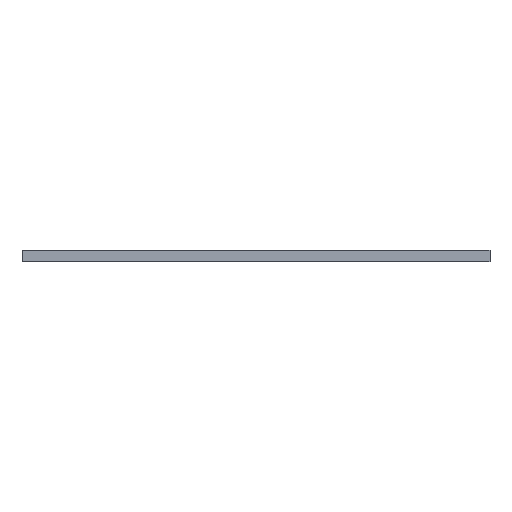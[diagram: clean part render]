
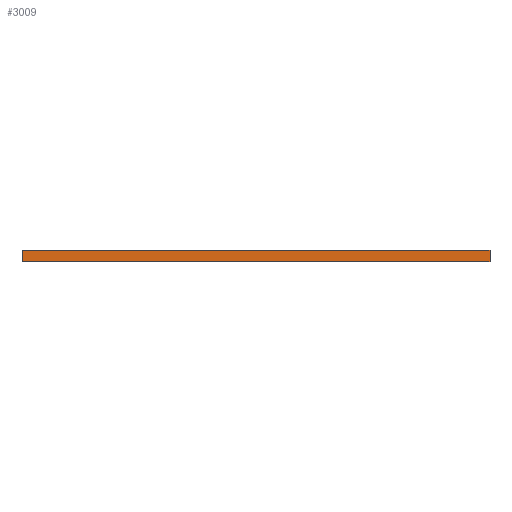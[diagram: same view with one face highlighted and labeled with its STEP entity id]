
A CAD part, front view. The second image highlights one B-rep face of the part: STEP entity #3009.
In plain terms, the highlighted planar face has unit normal (0, -1, 0).
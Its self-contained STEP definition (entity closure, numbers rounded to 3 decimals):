
#63 = LINE ( 'NONE', #100, #1257 ) ;
#100 = CARTESIAN_POINT ( 'NONE',  ( -69.459, -161.098, 4. ) ) ;
#104 = DIRECTION ( 'NONE',  ( 0., 0., -1. ) ) ;
#284 = ORIENTED_EDGE ( 'NONE', *, *, #729, .T. ) ;
#391 = DIRECTION ( 'NONE',  ( 0., 1., 0. ) ) ;
#442 = VECTOR ( 'NONE', #638, 1000. ) ;
#543 = LINE ( 'NONE', #2203, #2826 ) ;
#554 = DIRECTION ( 'NONE',  ( 1., 0., 0. ) ) ;
#610 = VERTEX_POINT ( 'NONE', #1884 ) ;
#615 = CARTESIAN_POINT ( 'NONE',  ( -69.459, -161.098, 4. ) ) ;
#621 = CARTESIAN_POINT ( 'NONE',  ( -69.459, -161.098, 4. ) ) ;
#638 = DIRECTION ( 'NONE',  ( 1., 0., 0. ) ) ;
#688 = LINE ( 'NONE', #3014, #2751 ) ;
#729 = EDGE_CURVE ( 'NONE', #2524, #845, #543, .T. ) ;
#844 = ORIENTED_EDGE ( 'NONE', *, *, #976, .F. ) ;
#845 = VERTEX_POINT ( 'NONE', #2510 ) ;
#976 = EDGE_CURVE ( 'NONE', #2837, #610, #688, .T. ) ;
#1068 = DIRECTION ( 'NONE',  ( 0., 0., 1. ) ) ;
#1257 = VECTOR ( 'NONE', #554, 1000. ) ;
#1271 = CARTESIAN_POINT ( 'NONE',  ( 94.541, -161.098, 4. ) ) ;
#1831 = EDGE_CURVE ( 'NONE', #2524, #2837, #63, .T. ) ;
#1884 = CARTESIAN_POINT ( 'NONE',  ( 94.541, -161.098, 0. ) ) ;
#2203 = CARTESIAN_POINT ( 'NONE',  ( -69.459, -161.098, 4. ) ) ;
#2391 = ORIENTED_EDGE ( 'NONE', *, *, #1831, .F. ) ;
#2469 = EDGE_LOOP ( 'NONE', ( #2551, #844, #2391, #284 ) ) ;
#2489 = CARTESIAN_POINT ( 'NONE',  ( -69.459, -161.098, 0. ) ) ;
#2510 = CARTESIAN_POINT ( 'NONE',  ( -69.459, -161.098, 0. ) ) ;
#2517 = PLANE ( 'NONE',  #2793 ) ;
#2524 = VERTEX_POINT ( 'NONE', #615 ) ;
#2551 = ORIENTED_EDGE ( 'NONE', *, *, #3007, .T. ) ;
#2751 = VECTOR ( 'NONE', #2790, 1000. ) ;
#2755 = FACE_OUTER_BOUND ( 'NONE', #2469, .T. ) ;
#2790 = DIRECTION ( 'NONE',  ( 0., 0., -1. ) ) ;
#2793 = AXIS2_PLACEMENT_3D ( 'NONE', #621, #391, #1068 ) ;
#2826 = VECTOR ( 'NONE', #104, 1000. ) ;
#2837 = VERTEX_POINT ( 'NONE', #1271 ) ;
#2983 = LINE ( 'NONE', #2489, #442 ) ;
#3007 = EDGE_CURVE ( 'NONE', #845, #610, #2983, .T. ) ;
#3009 = ADVANCED_FACE ( 'NONE', ( #2755 ), #2517, .F. ) ;
#3014 = CARTESIAN_POINT ( 'NONE',  ( 94.541, -161.098, 4. ) ) ;
